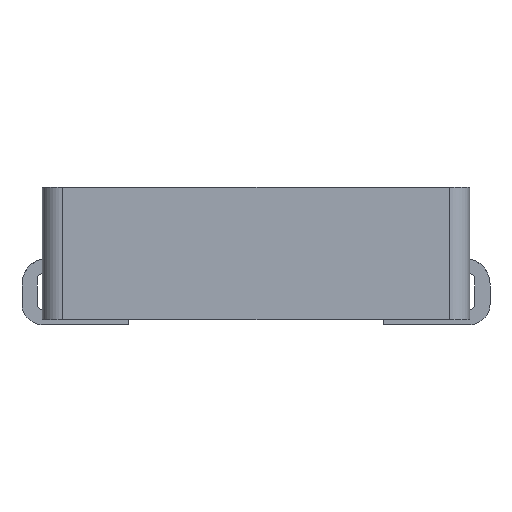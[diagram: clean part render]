
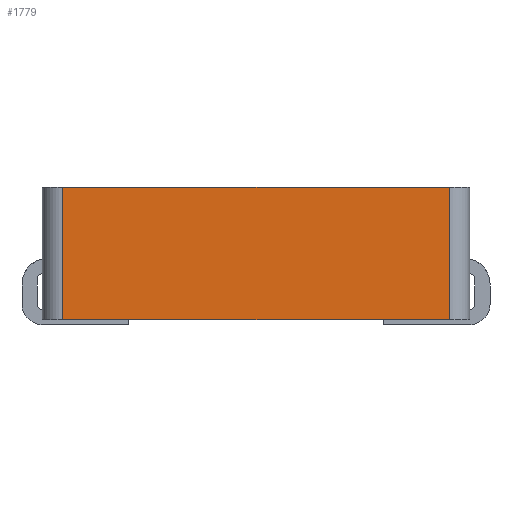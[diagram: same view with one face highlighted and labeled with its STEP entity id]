
A CAD part, left-side view. The second image highlights one B-rep face of the part: STEP entity #1779.
In plain terms, the highlighted face is planar.
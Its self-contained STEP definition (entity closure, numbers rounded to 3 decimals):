
#916=CARTESIAN_POINT('',(2.1,-1.9,-1.3));
#917=VERTEX_POINT('',#916);
#925=CARTESIAN_POINT('',(2.1,1.9,-1.3));
#926=VERTEX_POINT('',#925);
#927=CARTESIAN_POINT('',(2.1,-1.9,-1.3));
#928=DIRECTION('',(0.,1.,0.));
#929=VECTOR('',#928,3.8);
#930=LINE('',#927,#929);
#931=EDGE_CURVE('',#917,#926,#930,.T.);
#1736=CARTESIAN_POINT('',(2.1,-1.9,0.));
#1737=VERTEX_POINT('',#1736);
#1745=CARTESIAN_POINT('',(2.1,-1.9,0.));
#1746=DIRECTION('',(0.,0.,-1.));
#1747=VECTOR('',#1746,1.3);
#1748=LINE('',#1745,#1747);
#1749=EDGE_CURVE('',#1737,#917,#1748,.T.);
#1756=CARTESIAN_POINT('',(2.1,0.,-0.65));
#1757=DIRECTION('',(0.,1.,0.));
#1758=DIRECTION('',(-1.,0.,-0.));
#1759=AXIS2_PLACEMENT_3D('',#1756,#1758,#1757);
#1760=PLANE('',#1759);
#1761=CARTESIAN_POINT('',(2.1,1.9,0.));
#1762=VERTEX_POINT('',#1761);
#1763=CARTESIAN_POINT('',(2.1,-1.9,0.));
#1764=DIRECTION('',(0.,1.,0.));
#1765=VECTOR('',#1764,3.8);
#1766=LINE('',#1763,#1765);
#1767=EDGE_CURVE('',#1737,#1762,#1766,.T.);
#1768=ORIENTED_EDGE('',*,*,#1767,.T.);
#1769=CARTESIAN_POINT('',(2.1,1.9,0.));
#1770=DIRECTION('',(0.,0.,-1.));
#1771=VECTOR('',#1770,1.3);
#1772=LINE('',#1769,#1771);
#1773=EDGE_CURVE('',#1762,#926,#1772,.T.);
#1774=ORIENTED_EDGE('',*,*,#1773,.T.);
#1775=ORIENTED_EDGE('',*,*,#931,.F.);
#1776=ORIENTED_EDGE('',*,*,#1749,.F.);
#1777=EDGE_LOOP('',(#1768,#1774,#1775,#1776));
#1778=FACE_OUTER_BOUND('',#1777,.F.);
#1779=ADVANCED_FACE('',(#1778),#1760,.F.);
